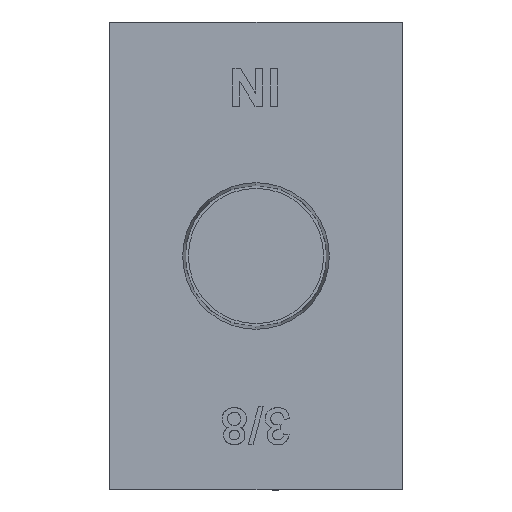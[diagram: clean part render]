
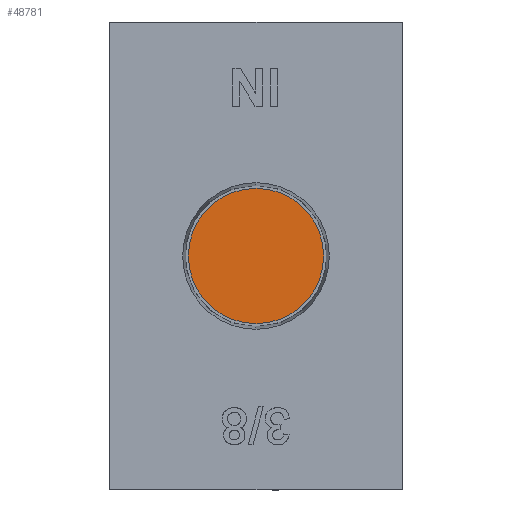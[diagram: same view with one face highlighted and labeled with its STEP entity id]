
A CAD part, left-side view. The second image highlights one B-rep face of the part: STEP entity #48781.
In plain terms, the highlighted planar face has unit normal (-1, 0, 0).
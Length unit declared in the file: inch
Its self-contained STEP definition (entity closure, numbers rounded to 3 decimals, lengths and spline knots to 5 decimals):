
#3334 = DIRECTION ( 'NONE',  ( 1., 0., 0. ) ) ;
#9037 = DIRECTION ( 'NONE',  ( 1., 0., 0. ) ) ;
#10474 = EDGE_CURVE ( 'NONE', #34236, #38598, #22186, .T. ) ;
#15777 = DIRECTION ( 'NONE',  ( 0., 0., 1. ) ) ;
#18156 = DIRECTION ( 'NONE',  ( 0., 1., 0. ) ) ;
#21882 = CARTESIAN_POINT ( 'NONE',  ( -0.5, 0., -0.289 ) ) ;
#22186 = CIRCLE ( 'NONE', #46607, 0.289 ) ;
#25514 = CARTESIAN_POINT ( 'NONE',  ( -0.5, 0., 0. ) ) ;
#34236 = VERTEX_POINT ( 'NONE', #21882 ) ;
#38598 = VERTEX_POINT ( 'NONE', #69537 ) ;
#39747 = CARTESIAN_POINT ( 'NONE',  ( -0.5, 0., 0. ) ) ;
#46607 = AXIS2_PLACEMENT_3D ( 'NONE', #39747, #94353, #15777 ) ;
#47078 = AXIS2_PLACEMENT_3D ( 'NONE', #96726, #3334, #18156 ) ;
#48781 = ADVANCED_FACE ( 'NONE', ( #77116 ), #82305, .F. ) ;
#63029 = ORIENTED_EDGE ( 'NONE', *, *, #10474, .F. ) ;
#69537 = CARTESIAN_POINT ( 'NONE',  ( -0.5, 0., 0.289 ) ) ;
#71187 = DIRECTION ( 'NONE',  ( 0., 0., 1. ) ) ;
#76257 = AXIS2_PLACEMENT_3D ( 'NONE', #25514, #9037, #71187 ) ;
#77116 = FACE_OUTER_BOUND ( 'NONE', #88213, .T. ) ;
#77458 = ORIENTED_EDGE ( 'NONE', *, *, #88030, .F. ) ;
#78949 = CIRCLE ( 'NONE', #76257, 0.289 ) ;
#82305 = PLANE ( 'NONE',  #47078 ) ;
#88030 = EDGE_CURVE ( 'NONE', #38598, #34236, #78949, .T. ) ;
#88213 = EDGE_LOOP ( 'NONE', ( #77458, #63029 ) ) ;
#94353 = DIRECTION ( 'NONE',  ( 1., 0., 0. ) ) ;
#96726 = CARTESIAN_POINT ( 'NONE',  ( -0.5, -0.29247, -0.29247 ) ) ;
